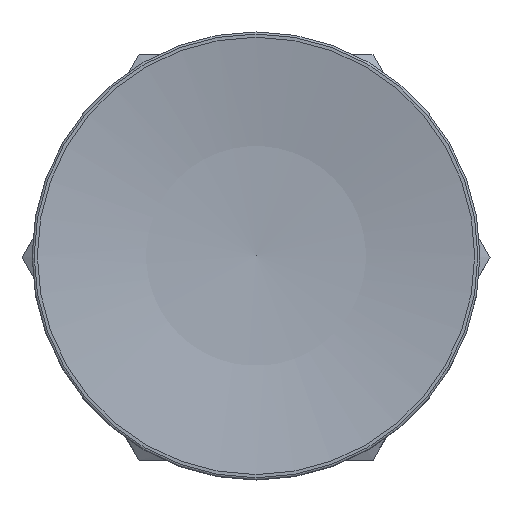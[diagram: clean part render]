
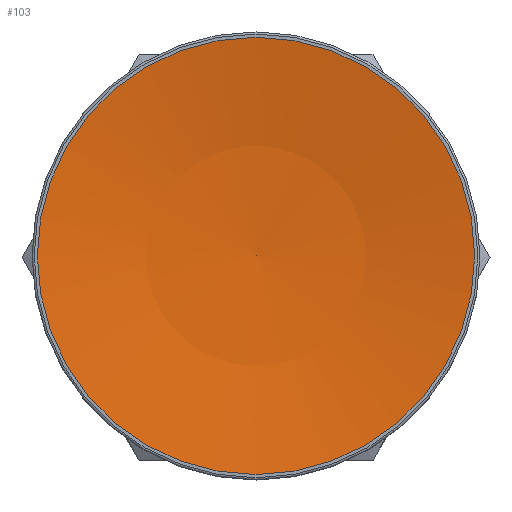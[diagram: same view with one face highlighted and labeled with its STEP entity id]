
A CAD part, top view. The second image highlights one B-rep face of the part: STEP entity #103.
In plain terms, the highlighted spherical face has radius 53.031 mm.
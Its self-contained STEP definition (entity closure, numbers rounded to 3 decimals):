
#103 = ADVANCED_FACE( '', ( #272 ), #273, .F. );
#272 = FACE_OUTER_BOUND( '', #522, .T. );
#273 = SPHERICAL_SURFACE( '', #523, 53.031 );
#522 = EDGE_LOOP( '', ( #775 ) );
#523 = AXIS2_PLACEMENT_3D( '', #776, #777, #778 );
#775 = ORIENTED_EDGE( '', *, *, #1393, .T. );
#776 = CARTESIAN_POINT( '', ( 0., 0., 70.531 ) );
#777 = DIRECTION( '', ( 0., 0., 1. ) );
#778 = DIRECTION( '', ( 1., 0., 0. ) );
#1393 = EDGE_CURVE( '', #1637, #1637, #1638, .T. );
#1637 = VERTEX_POINT( '', #1994 );
#1638 = CIRCLE( '', #1995, 10.25 );
#1994 = CARTESIAN_POINT( '', ( 10.25, 0., 18.5 ) );
#1995 = AXIS2_PLACEMENT_3D( '', #2605, #2606, #2607 );
#2605 = CARTESIAN_POINT( '', ( 0., 0., 18.5 ) );
#2606 = DIRECTION( '', ( 0., 0., 1. ) );
#2607 = DIRECTION( '', ( 1., 0., 0. ) );
